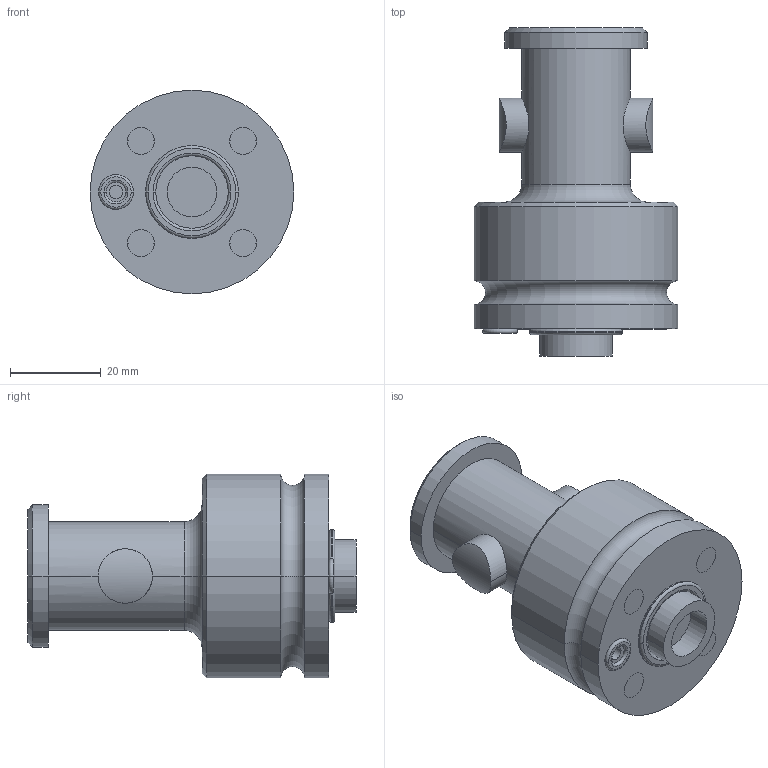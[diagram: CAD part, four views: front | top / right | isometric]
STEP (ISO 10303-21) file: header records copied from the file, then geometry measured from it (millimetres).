
FILE_DESCRIPTION((''),'2;1');
FILE_NAME('ILCM41582120','2020-05-07T',('jweaver'),(''),'PRO/ENGINEER BY PARAMETRIC TECHNOLOGY CORPORATION, 2013320','PRO/ENGINEER BY PARAMETRIC TECHNOLOGY CORPORATION, 2013320','');
FILE_SCHEMA(('AUTOMOTIVE_DESIGN { 1 0 10303 214 1 1 1 1 }'));
Length unit declared in the file: millimetre
Products named in the file (1): ILCM41582120
Bounding box: 45 x 72.5 x 45 mm (x, y, z)
Volume: 62813 mm3; surface area: 14072.6 mm2
Topology: 1 solids, 6 shells, 102 faces, 216 edges, 130 vertices
Faces by surface type: cylinder 40, plane 26, cone 20, torus 16
Entity records: 3854 total; most frequent: CARTESIAN_POINT 582, DIRECTION 528, ORIENTED_EDGE 408, PRESENTATION_STYLE_ASSIGNMENT 231, AXIS2_PLACEMENT_3D 225, STYLED_ITEM 213, CURVE_STYLE 208, EDGE_CURVE 208
